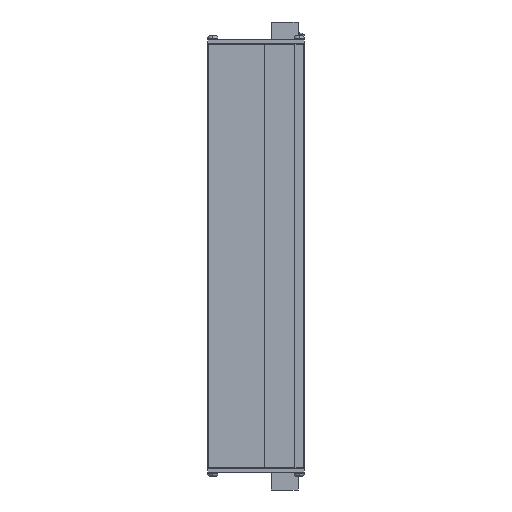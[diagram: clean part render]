
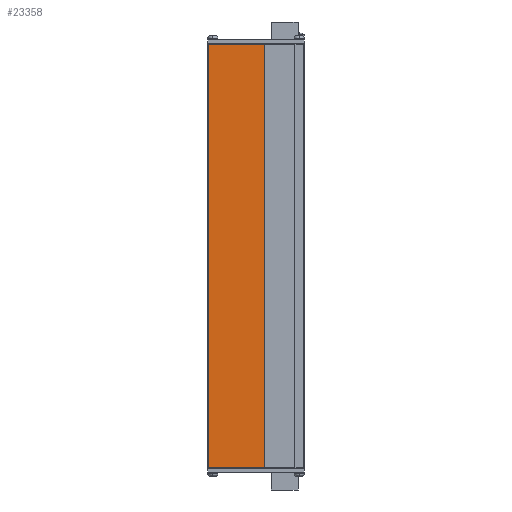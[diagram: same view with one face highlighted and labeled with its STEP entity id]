
A CAD part, front view. The second image highlights one B-rep face of the part: STEP entity #23358.
In plain terms, the highlighted planar face has unit normal (0, -1, 0).
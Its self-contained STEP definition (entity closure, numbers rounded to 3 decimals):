
#1314 = CARTESIAN_POINT ( 'NONE',  ( 0., -13.5, 118. ) ) ;
#1831 = PLANE ( 'NONE',  #52272 ) ;
#2368 = CARTESIAN_POINT ( 'NONE',  ( 27., -13.5, -118. ) ) ;
#4961 = ORIENTED_EDGE ( 'NONE', *, *, #59966, .T. ) ;
#6470 = DIRECTION ( 'NONE',  ( 1., 0., 0. ) ) ;
#7581 = DIRECTION ( 'NONE',  ( 1., 0., 0. ) ) ;
#8639 = DIRECTION ( 'NONE',  ( 1., 0., 0. ) ) ;
#10780 = CARTESIAN_POINT ( 'NONE',  ( -26.7, -13.5, -118. ) ) ;
#11016 = CARTESIAN_POINT ( 'NONE',  ( 4.8, -13.5, -118. ) ) ;
#11241 = DIRECTION ( 'NONE',  ( 1., 0., 0. ) ) ;
#11518 = CARTESIAN_POINT ( 'NONE',  ( 4.8, -13.5, -118. ) ) ;
#11703 = DIRECTION ( 'NONE',  ( 0., 0., 1. ) ) ;
#15603 = ORIENTED_EDGE ( 'NONE', *, *, #60147, .T. ) ;
#17937 = DIRECTION ( 'NONE',  ( 0., 0., -1. ) ) ;
#19035 = DIRECTION ( 'NONE',  ( 0., 0., -1. ) ) ;
#22113 = ORIENTED_EDGE ( 'NONE', *, *, #31855, .T. ) ;
#22912 = LINE ( 'NONE', #28518, #30656 ) ;
#23358 = ADVANCED_FACE ( 'Defeature ausgef�hrt1_70', ( #28101 ), #1831, .T. ) ;
#24488 = CARTESIAN_POINT ( 'NONE',  ( -26.7, -13.5, 118. ) ) ;
#25156 = ORIENTED_EDGE ( 'NONE', *, *, #58260, .F. ) ;
#27185 = LINE ( 'NONE', #11016, #38833 ) ;
#28101 = FACE_OUTER_BOUND ( 'NONE', #48373, .T. ) ;
#28418 = CARTESIAN_POINT ( 'NONE',  ( 0., -13.5, -118. ) ) ;
#28518 = CARTESIAN_POINT ( 'NONE',  ( 27., -13.5, 118. ) ) ;
#29467 = CARTESIAN_POINT ( 'NONE',  ( 0., -13.5, -118. ) ) ;
#30656 = VECTOR ( 'NONE', #6470, 1000. ) ;
#31855 = EDGE_CURVE ( 'Defeature ausgef�hrt1_70+Defeature ausgef�hrt1_8+Defeature ausgef�hrt1_108+Defeature ausgef�hrt1_631', #52168, #42125, #37852, .T. ) ;
#35859 = VECTOR ( 'NONE', #7581, 1000. ) ;
#37852 = LINE ( 'NONE', #28418, #62207 ) ;
#38833 = VECTOR ( 'NONE', #11703, 1000. ) ;
#39864 = VECTOR ( 'NONE', #8639, 1000. ) ;
#40151 = LINE ( 'NONE', #2368, #39864 ) ;
#42125 = VERTEX_POINT ( 'NONE', #10780 ) ;
#45473 = CARTESIAN_POINT ( 'NONE',  ( -26.75, -13.5, 118. ) ) ;
#46657 = LINE ( 'NONE', #50892, #48266 ) ;
#47008 = VERTEX_POINT ( 'NONE', #51993 ) ;
#48266 = VECTOR ( 'NONE', #19035, 1000. ) ;
#48373 = EDGE_LOOP ( 'NONE', ( #49309, #68302, #22113, #4961, #15603, #25156 ) ) ;
#49309 = ORIENTED_EDGE ( 'NONE', *, *, #67492, .F. ) ;
#50892 = CARTESIAN_POINT ( 'NONE',  ( -26.75, -13.5, -118. ) ) ;
#51438 = EDGE_CURVE ( 'Defeature ausgef�hrt1_70+Defeature ausgef�hrt1_108+Defeature ausgef�hrt1_23+Defeature ausgef�hrt1_8', #52813, #52168, #46657, .T. ) ;
#51993 = CARTESIAN_POINT ( 'NONE',  ( 4.8, -13.5, 118. ) ) ;
#52168 = VERTEX_POINT ( 'NONE', #54431 ) ;
#52272 = AXIS2_PLACEMENT_3D ( 'NONE', #29467, #59941, #17937 ) ;
#52813 = VERTEX_POINT ( 'NONE', #45473 ) ;
#54431 = CARTESIAN_POINT ( 'NONE',  ( -26.75, -13.5, -118. ) ) ;
#58260 = EDGE_CURVE ( 'Defeature ausgef�hrt1_367+Defeature ausgef�hrt1_70+Defeature ausgef�hrt1_373+Defeature ausgef�hrt1_182', #65463, #47008, #22912, .T. ) ;
#59941 = DIRECTION ( 'NONE',  ( 0., -1., 0. ) ) ;
#59966 = EDGE_CURVE ( 'Defeature ausgef�hrt1_70+Defeature ausgef�hrt1_631+Defeature ausgef�hrt1_8+Defeature ausgef�hrt1_100', #42125, #62134, #40151, .T. ) ;
#60147 = EDGE_CURVE ( 'Defeature ausgef�hrt1_70+Defeature ausgef�hrt1_100+Defeature ausgef�hrt1_631+Defeature ausgef�hrt1_367', #62134, #47008, #27185, .T. ) ;
#62134 = VERTEX_POINT ( 'NONE', #11518 ) ;
#62207 = VECTOR ( 'NONE', #11241, 1000. ) ;
#65006 = LINE ( 'NONE', #1314, #35859 ) ;
#65463 = VERTEX_POINT ( 'NONE', #24488 ) ;
#67492 = EDGE_CURVE ( 'Defeature ausgef�hrt1_23+Defeature ausgef�hrt1_70+Defeature ausgef�hrt1_108+Defeature ausgef�hrt1_373', #52813, #65463, #65006, .T. ) ;
#68302 = ORIENTED_EDGE ( 'NONE', *, *, #51438, .T. ) ;
